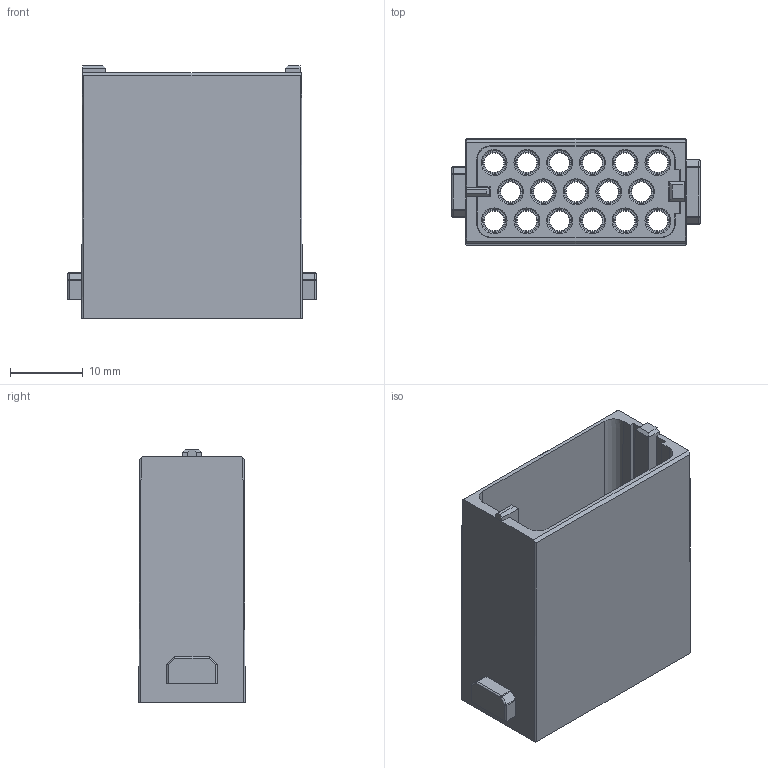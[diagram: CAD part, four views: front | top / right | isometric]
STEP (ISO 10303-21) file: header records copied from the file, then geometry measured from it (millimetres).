
FILE_DESCRIPTION(/* description */ (''),/* implementation_level */ '2;1');
FILE_NAME(/* name */ 'HMDD-017-MC.stp',/* time_stamp */ '2023-04-12T10:15:08+08:00',/* author */ (''),/* organization */ (''),/* preprocessor_version */ 'ST-DEVELOPER v16',/* originating_system */ 'SIEMENS PLM Software NX 10.0',/* authorisation */ '');
FILE_SCHEMA (('AUTOMOTIVE_DESIGN { 1 0 10303 214 3 1 1 1 }'));
Length unit declared in the file: millimetre
Products named in the file (1): Admi25B08741oe2t
Bounding box: 34.15 x 14.6 x 34.75 mm (x, y, z)
Volume: 6854 mm3; surface area: 8655.2 mm2
Topology: 1 solids, 1 shells, 236 faces, 525 edges, 340 vertices
Faces by surface type: plane 100, cylinder 90, cone 21, torus 17, sphere 8
Full cylindrical faces by diameter (mm): 2.7 x17, 3.25 x17, 3.45 x17, 3.85 x17
Entity records: 5763 total; most frequent: DIRECTION 1073, CARTESIAN_POINT 912, ORIENTED_EDGE 754, AXIS2_PLACEMENT_3D 459, EDGE_LOOP 425, EDGE_CURVE 377, FACE_BOUND 346, VERTEX_POINT 298
